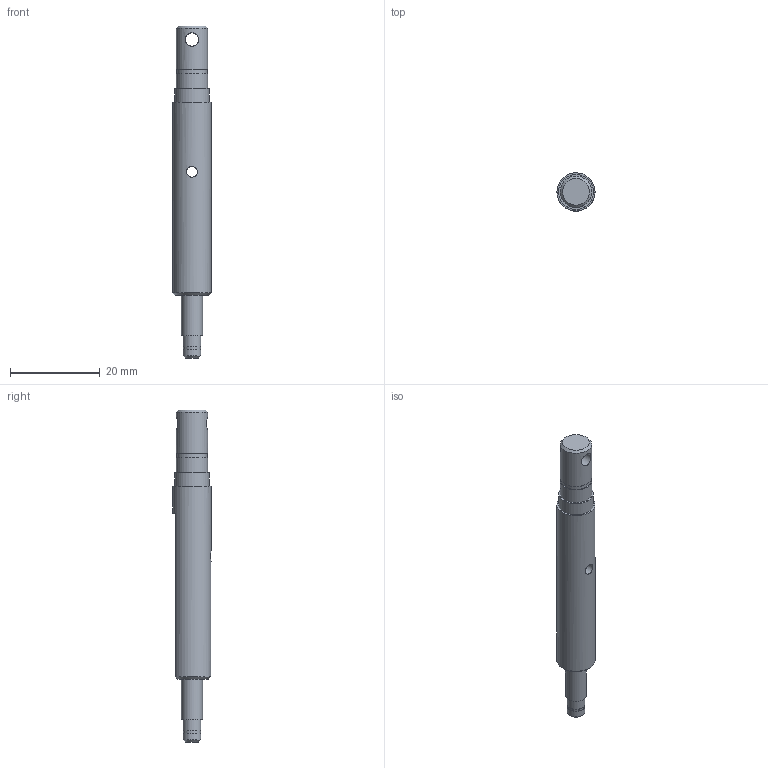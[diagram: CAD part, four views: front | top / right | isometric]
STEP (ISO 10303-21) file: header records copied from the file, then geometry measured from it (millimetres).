
FILE_DESCRIPTION(/* description */ ('STEP AP214'),/* implementation_level */ '2;1');
FILE_NAME(/* name */ '619baa199c982163520750c3',/* time_stamp */ '2021-11-22T14:32:58+00:00',/* author */ (''),/* organization */ (''),/* preprocessor_version */ 'ST-DEVELOPER v18.1',/* originating_system */ ' ',/* authorisation */ ' ');
FILE_SCHEMA (('AUTOMOTIVE_DESIGN {1 0 10303 214 3 1 1}'));
Length unit declared in the file: metre
Products named in the file (1): Arbre Poignet
Bounding box: 8.5 x 8.5 x 74 mm (x, y, z)
Volume: 3188.8 mm3; surface area: 1919.3 mm2
Topology: 1 solids, 1 shells, 27 faces, 48 edges, 31 vertices
Faces by surface type: plane 13, cylinder 11, cone 3
Full cylindrical faces by diameter (mm): 2.4 x1, 3 x1, 3.8 x1, 4 x2, 4.7 x1, 6.7 x1, 7 x2, 7.8 x1, 8.5 x1
Entity records: 642 total; most frequent: CARTESIAN_POINT 126, DIRECTION 107, ORIENTED_EDGE 66, EDGE_LOOP 52, FACE_BOUND 52, AXIS2_PLACEMENT_3D 51, EDGE_CURVE 33, VERTEX_POINT 29
